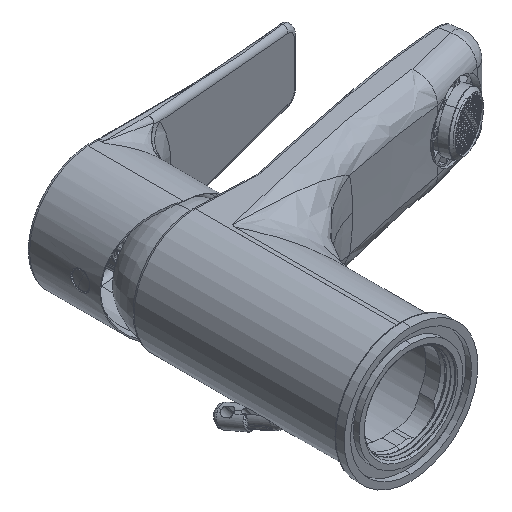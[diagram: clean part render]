
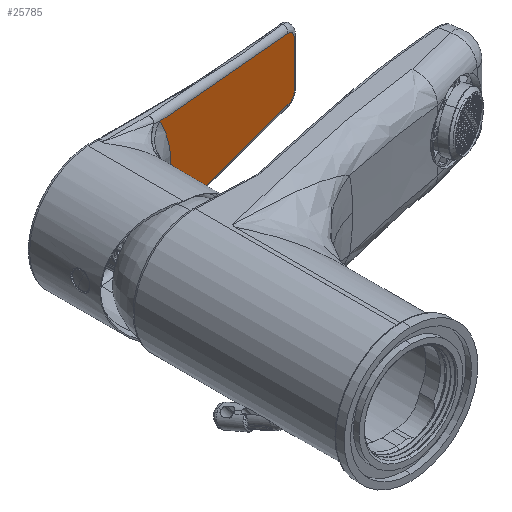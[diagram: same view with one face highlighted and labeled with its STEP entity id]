
A CAD part, isometric view. The second image highlights one B-rep face of the part: STEP entity #25785.
In plain terms, the highlighted planar face has unit normal (0.179, -0.984, 0).
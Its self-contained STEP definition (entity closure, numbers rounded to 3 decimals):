
#2242 = LINE ( 'NONE', #17340, #61401 ) ;
#2730 = EDGE_CURVE ( 'NONE', #17022, #59322, #89856, .T. ) ;
#3604 = ORIENTED_EDGE ( 'NONE', *, *, #5240, .T. ) ;
#5240 = EDGE_CURVE ( 'NONE', #59322, #19092, #40797, .T. ) ;
#5373 = CARTESIAN_POINT ( 'NONE',  ( 6.841, 99.568, 121.363 ) ) ;
#5997 = AXIS2_PLACEMENT_3D ( 'NONE', #48896, #105447, #17101 ) ;
#9689 = CARTESIAN_POINT ( 'NONE',  ( -49.146, 89.392, 115.479 ) ) ;
#10430 = DIRECTION ( 'NONE',  ( -0.979, -0.178, 0.103 ) ) ;
#13979 = CARTESIAN_POINT ( 'NONE',  ( 7.918, 99.763, 124.191 ) ) ;
#15527 = CARTESIAN_POINT ( 'NONE',  ( 7.918, 99.763, 139.605 ) ) ;
#15629 = VERTEX_POINT ( 'NONE', #42772 ) ;
#15868 = CARTESIAN_POINT ( 'NONE',  ( 5.245, 99.277, 142.668 ) ) ;
#16022 = FACE_OUTER_BOUND ( 'NONE', #53349, .T. ) ;
#17022 = VERTEX_POINT ( 'NONE', #91691 ) ;
#17101 = DIRECTION ( 'NONE',  ( 0.984, 0.179, 0. ) ) ;
#17340 = CARTESIAN_POINT ( 'NONE',  ( 5.465, 99.317, 121.219 ) ) ;
#17961 = LINE ( 'NONE', #35205, #73141 ) ;
#19092 = VERTEX_POINT ( 'NONE', #15868 ) ;
#19535 = CARTESIAN_POINT ( 'NONE',  ( 7.918, 99.763, 141.294 ) ) ;
#25718 = ORIENTED_EDGE ( 'NONE', *, *, #72507, .T. ) ;
#25785 = ADVANCED_FACE ( 'NONE', ( #16022 ), #81213, .T. ) ;
#26760 = ORIENTED_EDGE ( 'NONE', *, *, #104634, .T. ) ;
#31645 =( BOUNDED_CURVE ( )  B_SPLINE_CURVE ( 3, ( #52045, #66739, #99071, #58135 ),
 .UNSPECIFIED., .F., .F. ) 
 B_SPLINE_CURVE_WITH_KNOTS ( ( 4, 4 ),
 ( 5.724, 6.283 ),
 .UNSPECIFIED. ) 
 CURVE ( )  GEOMETRIC_REPRESENTATION_ITEM ( )  RATIONAL_B_SPLINE_CURVE ( ( 1., 0.974, 0.974, 1. ) ) 
 REPRESENTATION_ITEM ( '' )  );
#32870 = ORIENTED_EDGE ( 'NONE', *, *, #59592, .T. ) ;
#35108 = DIRECTION ( 'NONE',  ( 0.979, 0.178, 0.103 ) ) ;
#35205 = CARTESIAN_POINT ( 'NONE',  ( -74.506, 84.783, 151.05 ) ) ;
#38271 = ORIENTED_EDGE ( 'NONE', *, *, #89438, .T. ) ;
#40202 = ORIENTED_EDGE ( 'NONE', *, *, #63289, .T. ) ;
#40307 = DIRECTION ( 'NONE',  ( 0., 0., 1. ) ) ;
#40797 =( BOUNDED_CURVE ( )  B_SPLINE_CURVE ( 3, ( #86323, #19535, #52418, #93885 ),
 .UNSPECIFIED., .F., .T. ) 
 B_SPLINE_CURVE_WITH_KNOTS ( ( 4, 4 ),
 ( 3.405, 4.875 ),
 .UNSPECIFIED. ) 
 CURVE ( )  GEOMETRIC_REPRESENTATION_ITEM ( )  RATIONAL_B_SPLINE_CURVE ( ( 1., 0.828, 0.828, 1. ) ) 
 REPRESENTATION_ITEM ( '' )  );
#42772 = CARTESIAN_POINT ( 'NONE',  ( -49.146, 89.392, 148.385 ) ) ;
#43593 = CARTESIAN_POINT ( 'NONE',  ( -49.146, 89.392, 115.479 ) ) ;
#48896 = CARTESIAN_POINT ( 'NONE',  ( -78.607, 84.038, 110.751 ) ) ;
#50711 = CARTESIAN_POINT ( 'NONE',  ( -44.42, 90.251, 131.932 ) ) ;
#52045 = CARTESIAN_POINT ( 'NONE',  ( -49.146, 89.392, 148.385 ) ) ;
#52225 = CARTESIAN_POINT ( 'NONE',  ( -46.037, 89.957, 120.443 ) ) ;
#52418 = CARTESIAN_POINT ( 'NONE',  ( 6.841, 99.568, 142.5 ) ) ;
#52758 =( BOUNDED_CURVE ( )  B_SPLINE_CURVE ( 3, ( #97460, #5373, #55458, #13979 ),
 .UNSPECIFIED., .F., .T. ) 
 B_SPLINE_CURVE_WITH_KNOTS ( ( 4, 4 ),
 ( 4.55, 6.02 ),
 .UNSPECIFIED. ) 
 CURVE ( )  GEOMETRIC_REPRESENTATION_ITEM ( )  RATIONAL_B_SPLINE_CURVE ( ( 1., 0.828, 0.828, 1. ) ) 
 REPRESENTATION_ITEM ( '' )  );
#52770 = CARTESIAN_POINT ( 'NONE',  ( -44.42, 90.251, 126.074 ) ) ;
#53349 = EDGE_LOOP ( 'NONE', ( #40202, #26760, #38271, #32870, #25718, #84949, #3604 ) ) ;
#54590 = VECTOR ( 'NONE', #40307, 1000. ) ;
#55458 = CARTESIAN_POINT ( 'NONE',  ( 7.918, 99.763, 122.569 ) ) ;
#58135 = CARTESIAN_POINT ( 'NONE',  ( -44.42, 90.251, 131.932 ) ) ;
#59322 = VERTEX_POINT ( 'NONE', #91286 ) ;
#59592 = EDGE_CURVE ( 'NONE', #63522, #106387, #2242, .T. ) ;
#61401 = VECTOR ( 'NONE', #35108, 1000. ) ;
#63289 = EDGE_CURVE ( 'NONE', #19092, #15629, #17961, .T. ) ;
#63522 = VERTEX_POINT ( 'NONE', #43593 ) ;
#66739 = CARTESIAN_POINT ( 'NONE',  ( -46.037, 89.957, 143.42 ) ) ;
#68379 = CARTESIAN_POINT ( 'NONE',  ( -44.42, 90.251, 131.932 ) ) ;
#72507 = EDGE_CURVE ( 'NONE', #106387, #17022, #52758, .T. ) ;
#73141 = VECTOR ( 'NONE', #10430, 1000. ) ;
#75172 = VERTEX_POINT ( 'NONE', #50711 ) ;
#81213 = PLANE ( 'NONE',  #5997 ) ;
#83872 =( BOUNDED_CURVE ( )  B_SPLINE_CURVE ( 3, ( #68379, #52770, #52225, #9689 ),
 .UNSPECIFIED., .F., .F. ) 
 B_SPLINE_CURVE_WITH_KNOTS ( ( 4, 4 ),
 ( 0., 0.559 ),
 .UNSPECIFIED. ) 
 CURVE ( )  GEOMETRIC_REPRESENTATION_ITEM ( )  RATIONAL_B_SPLINE_CURVE ( ( 1., 0.974, 0.974, 1. ) ) 
 REPRESENTATION_ITEM ( '' )  );
#84949 = ORIENTED_EDGE ( 'NONE', *, *, #2730, .T. ) ;
#86323 = CARTESIAN_POINT ( 'NONE',  ( 7.918, 99.763, 139.673 ) ) ;
#89438 = EDGE_CURVE ( 'NONE', #75172, #63522, #83872, .T. ) ;
#89856 = LINE ( 'NONE', #15527, #54590 ) ;
#91286 = CARTESIAN_POINT ( 'NONE',  ( 7.918, 99.763, 139.673 ) ) ;
#91691 = CARTESIAN_POINT ( 'NONE',  ( 7.918, 99.763, 124.191 ) ) ;
#93885 = CARTESIAN_POINT ( 'NONE',  ( 5.245, 99.277, 142.668 ) ) ;
#97460 = CARTESIAN_POINT ( 'NONE',  ( 5.245, 99.277, 121.195 ) ) ;
#99071 = CARTESIAN_POINT ( 'NONE',  ( -44.42, 90.251, 137.79 ) ) ;
#101197 = CARTESIAN_POINT ( 'NONE',  ( 5.245, 99.277, 121.195 ) ) ;
#104634 = EDGE_CURVE ( 'NONE', #15629, #75172, #31645, .T. ) ;
#105447 = DIRECTION ( 'NONE',  ( 0.179, -0.984, 0. ) ) ;
#106387 = VERTEX_POINT ( 'NONE', #101197 ) ;
